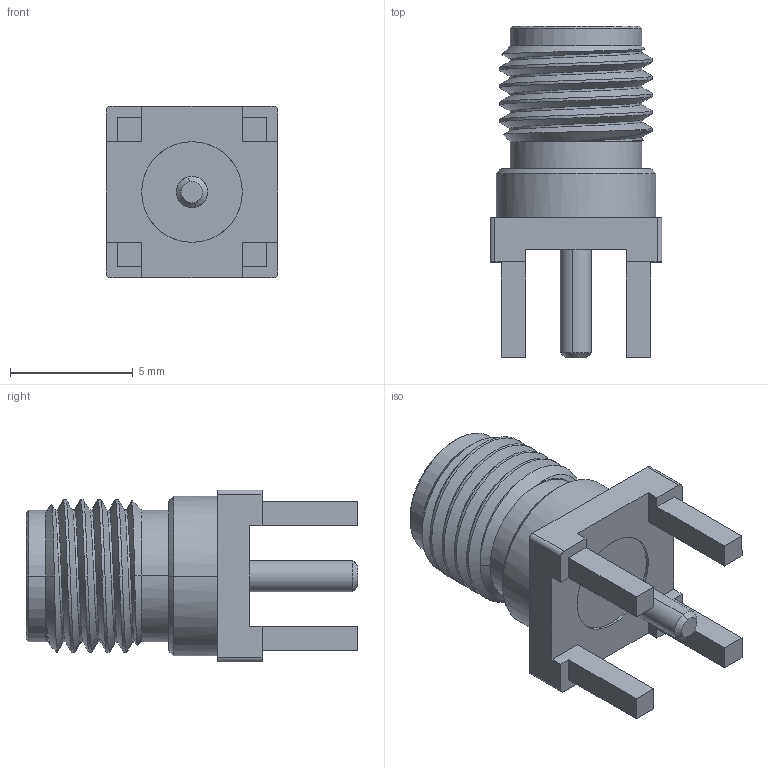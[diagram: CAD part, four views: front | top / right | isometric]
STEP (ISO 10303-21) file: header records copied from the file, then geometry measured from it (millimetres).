
FILE_DESCRIPTION (( 'STEP AP214' ), '1' );
FILE_NAME ('RFCT-SMA28-F_1.0.STEP', '2023-10-29T03:26:32', ( '' ), ( '' ), 'SwSTEP 2.0', 'SolidWorks 2021', '' );
FILE_SCHEMA (( 'AUTOMOTIVE_DESIGN' ));
Length unit declared in the file: millimetre
Products named in the file (4): RFCT-SMA28-F_1.0; SMA28 JACK Pin_默认; Body; HSG
Assembly tree (3 placements, depth 2):
  RFCT-SMA28-F_1.0
    Body
    HSG
    SMA28 JACK Pin_默认
Bounding box: 7 x 13.5 x 7 mm (x, y, z)
Volume: 261.9 mm3; surface area: 685.5 mm2
Topology: 3 solids, 3 shells, 282 faces, 800 edges, 527 vertices
Faces by surface type: plane 130, cylinder 115, cone 29, bspline 6, torus 2
Entity records: 11370 total; most frequent: CARTESIAN_POINT 4069, ORIENTED_EDGE 1596, DIRECTION 1407, EDGE_CURVE 798, VERTEX_POINT 527, AXIS2_PLACEMENT_3D 508, VECTOR 391, LINE 391
